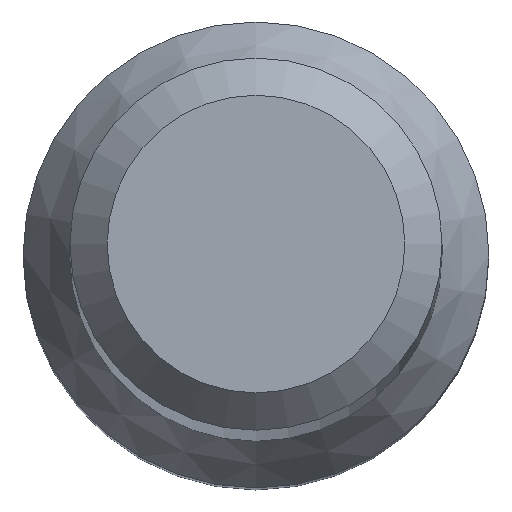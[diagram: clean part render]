
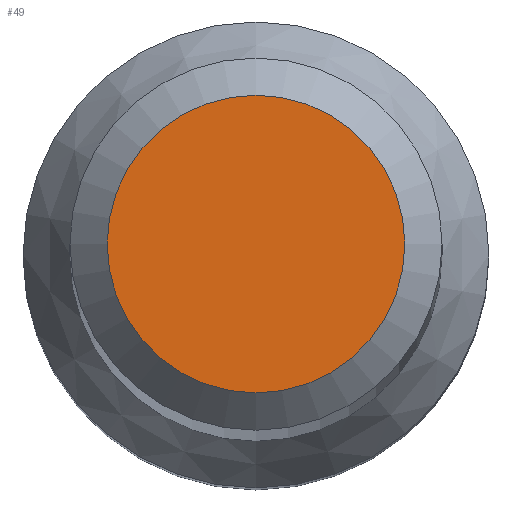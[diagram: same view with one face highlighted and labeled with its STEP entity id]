
A CAD part, top view. The second image highlights one B-rep face of the part: STEP entity #49.
In plain terms, the highlighted planar face has unit normal (0, 0, 1).
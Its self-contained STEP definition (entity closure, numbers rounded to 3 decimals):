
#39 = PLANE ( 'NONE',  #180 ) ;
#41 = DIRECTION ( 'NONE',  ( 0., 0., -1. ) ) ;
#43 = EDGE_LOOP ( 'NONE', ( #191 ) ) ;
#49 = ADVANCED_FACE ( 'NONE', ( #73 ), #39, .T. ) ;
#50 = CIRCLE ( 'NONE', #132, 1.6 ) ;
#52 = EDGE_CURVE ( 'NONE', #181, #181, #50, .T. ) ;
#59 = CARTESIAN_POINT ( 'NONE',  ( 0., 0., 80. ) ) ;
#73 = FACE_OUTER_BOUND ( 'NONE', #43, .T. ) ;
#131 = DIRECTION ( 'NONE',  ( 0., 0., 1. ) ) ;
#132 = AXIS2_PLACEMENT_3D ( 'NONE', #210, #41, #207 ) ;
#169 = DIRECTION ( 'NONE',  ( 0., -1., 0. ) ) ;
#180 = AXIS2_PLACEMENT_3D ( 'NONE', #59, #131, #169 ) ;
#181 = VERTEX_POINT ( 'NONE', #199 ) ;
#191 = ORIENTED_EDGE ( 'NONE', *, *, #52, .F. ) ;
#199 = CARTESIAN_POINT ( 'NONE',  ( 0., 1.6, 80. ) ) ;
#207 = DIRECTION ( 'NONE',  ( 0., 1., 0. ) ) ;
#210 = CARTESIAN_POINT ( 'NONE',  ( 0., 0., 80. ) ) ;
